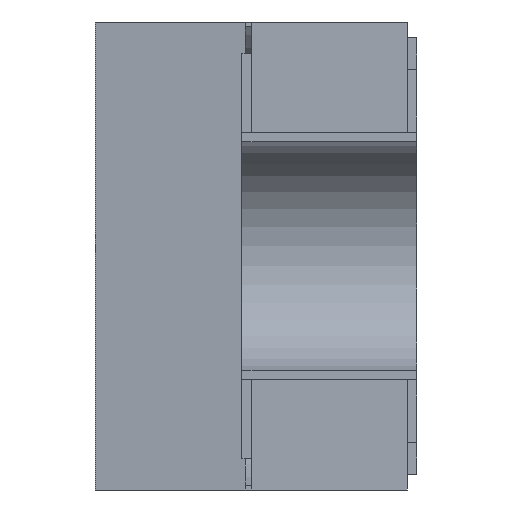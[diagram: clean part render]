
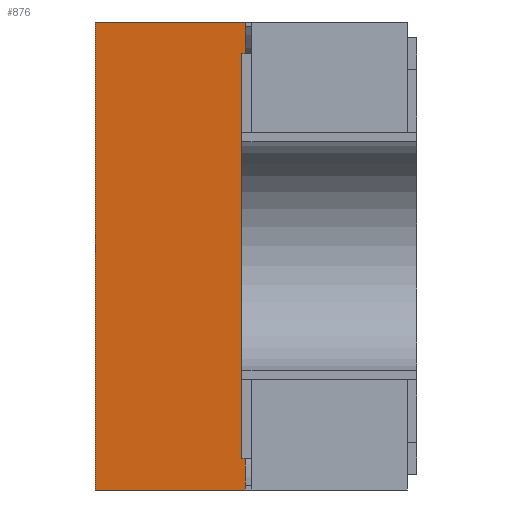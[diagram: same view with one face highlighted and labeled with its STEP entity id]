
A CAD part, left-side view. The second image highlights one B-rep face of the part: STEP entity #876.
In plain terms, the highlighted planar face has unit normal (-0.996, 0.087, 0).
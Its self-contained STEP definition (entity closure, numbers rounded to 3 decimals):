
#807 = VERTEX_POINT ( 'NONE', #2281 ) ;
#811 = EDGE_CURVE ( 'NONE', #812, #807, #2325, .T. ) ;
#812 = VERTEX_POINT ( 'NONE', #2329 ) ;
#813 = EDGE_LOOP ( 'NONE', ( #837, #877, #820, #816 ) ) ;
#816 = ORIENTED_EDGE ( 'NONE', *, *, #811, .T. ) ;
#818 = VERTEX_POINT ( 'NONE', #2328 ) ;
#820 = ORIENTED_EDGE ( 'NONE', *, *, #880, .T. ) ;
#821 = VERTEX_POINT ( 'NONE', #2275 ) ;
#829 = EDGE_CURVE ( 'NONE', #821, #807, #2355, .T. ) ;
#837 = ORIENTED_EDGE ( 'NONE', *, *, #829, .F. ) ;
#876 = ADVANCED_FACE ( 'NONE', ( #2125 ), #2385, .T. ) ;
#877 = ORIENTED_EDGE ( 'NONE', *, *, #878, .F. ) ;
#878 = EDGE_CURVE ( 'NONE', #818, #821, #2425, .T. ) ;
#880 = EDGE_CURVE ( 'NONE', #818, #812, #2426, .T. ) ;
#2125 = FACE_OUTER_BOUND ( 'NONE', #813, .T. ) ;
#2275 = CARTESIAN_POINT ( 'NONE',  ( -0.956, 0.5, 0.75 ) ) ;
#2281 = CARTESIAN_POINT ( 'NONE',  ( -1., 0., 0.75 ) ) ;
#2321 = DIRECTION ( 'NONE',  ( 0., 0., 1. ) ) ;
#2322 = VECTOR ( 'NONE', #2321, 1000. ) ;
#2324 = CARTESIAN_POINT ( 'NONE',  ( -1., 0., -0.75 ) ) ;
#2325 = LINE ( 'NONE', #2324, #2322 ) ;
#2328 = CARTESIAN_POINT ( 'NONE',  ( -0.956, 0.5, -0.75 ) ) ;
#2329 = CARTESIAN_POINT ( 'NONE',  ( -1., 0., -0.75 ) ) ;
#2337 = AXIS2_PLACEMENT_3D ( 'NONE', #2384, #2371, #2370 ) ;
#2352 = DIRECTION ( 'NONE',  ( -0.087, -0.996, 0. ) ) ;
#2353 = VECTOR ( 'NONE', #2352, 1000. ) ;
#2354 = CARTESIAN_POINT ( 'NONE',  ( -0.956, 0.5, 0.75 ) ) ;
#2355 = LINE ( 'NONE', #2354, #2353 ) ;
#2370 = DIRECTION ( 'NONE',  ( -0.087, -0.996, 0. ) ) ;
#2371 = DIRECTION ( 'NONE',  ( -0.996, 0.087, 0. ) ) ;
#2384 = CARTESIAN_POINT ( 'NONE',  ( -0.956, 0.5, -0.75 ) ) ;
#2385 = PLANE ( 'NONE',  #2337 ) ;
#2418 = DIRECTION ( 'NONE',  ( -0.087, -0.996, 0. ) ) ;
#2419 = VECTOR ( 'NONE', #2418, 1000. ) ;
#2420 = CARTESIAN_POINT ( 'NONE',  ( -0.956, 0.5, -0.75 ) ) ;
#2422 = DIRECTION ( 'NONE',  ( 0., 0., 1. ) ) ;
#2423 = VECTOR ( 'NONE', #2422, 1000. ) ;
#2424 = CARTESIAN_POINT ( 'NONE',  ( -0.956, 0.5, -0.75 ) ) ;
#2425 = LINE ( 'NONE', #2424, #2423 ) ;
#2426 = LINE ( 'NONE', #2420, #2419 ) ;
